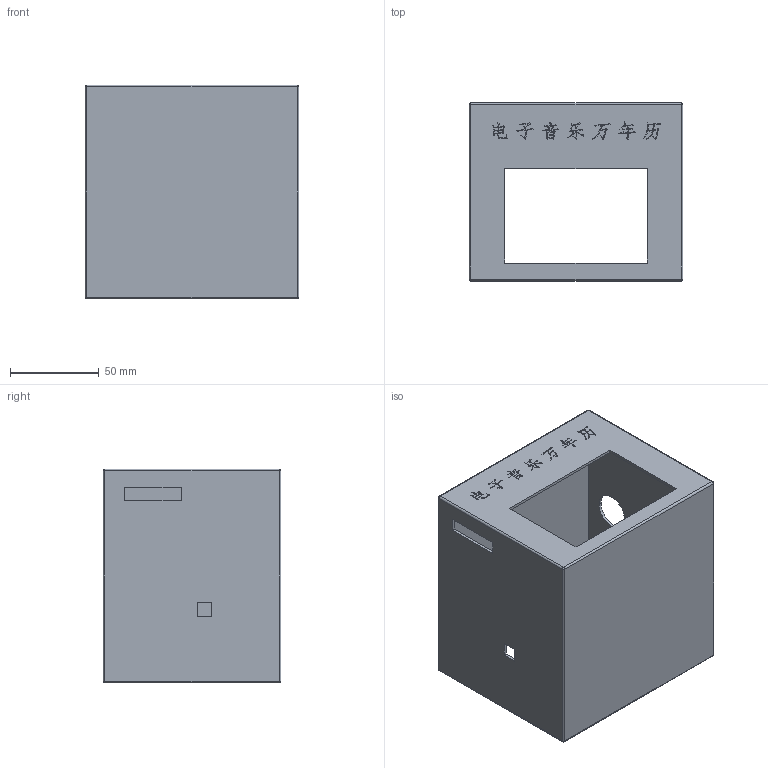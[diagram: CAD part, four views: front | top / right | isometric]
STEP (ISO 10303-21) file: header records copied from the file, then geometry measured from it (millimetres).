
FILE_DESCRIPTION (( 'STEP AP214' ), '1' );
FILE_NAME ('12.STEP', '2024-06-19T09:00:06', ( '' ), ( '' ), 'SwSTEP 2.0', 'SolidWorks 2020', '' );
FILE_SCHEMA (( 'AUTOMOTIVE_DESIGN' ));
Length unit declared in the file: millimetre
Products named in the file (1): 12
Bounding box: 120 x 100 x 120 mm (x, y, z)
Volume: 93174.7 mm3; surface area: 118269.6 mm2
Topology: 1 solids, 1 shells, 524 faces, 1496 edges, 984 vertices
Faces by surface type: plane 377, bspline 124, cylinder 15, sphere 8
Entity records: 21303 total; most frequent: CARTESIAN_POINT 8469, ORIENTED_EDGE 2976, DIRECTION 2071, EDGE_CURVE 1488, VECTOR 1211, LINE 1211, VERTEX_POINT 984, EDGE_LOOP 550
